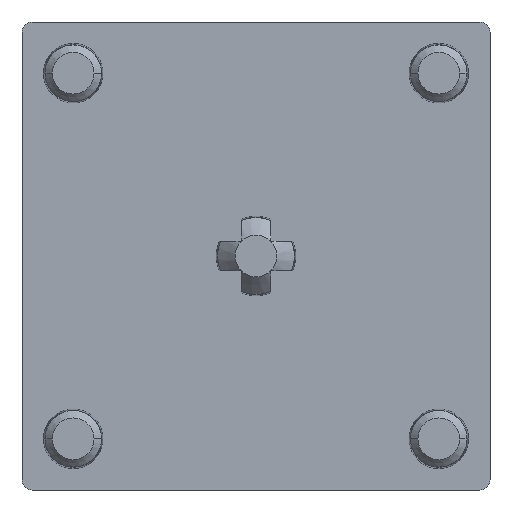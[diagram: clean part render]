
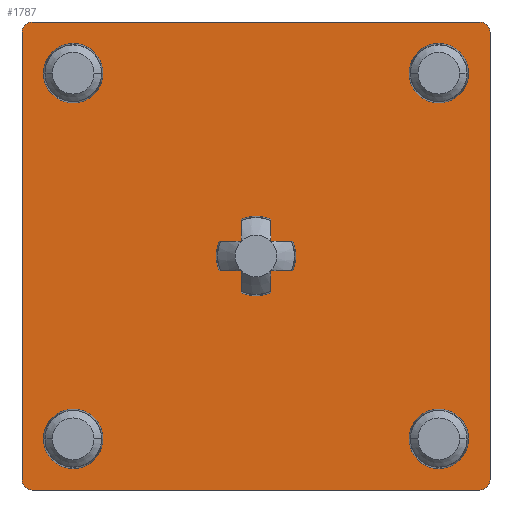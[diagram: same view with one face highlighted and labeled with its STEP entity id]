
A CAD part, front view. The second image highlights one B-rep face of the part: STEP entity #1787.
In plain terms, the highlighted planar face has unit normal (0, -1, 0).
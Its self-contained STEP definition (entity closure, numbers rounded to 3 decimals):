
#329=CARTESIAN_POINT('',(21.4,0.,-21.4));
#330=DIRECTION('',(0.,-1.,0.));
#331=DIRECTION('',(0.,0.,-1.));
#332=AXIS2_PLACEMENT_3D('',#329,#330,#331);
#338=DIRECTION('',(-1.,0.,0.));
#339=VECTOR('',#338,42.8);
#340=CARTESIAN_POINT('',(21.4,0.,-22.4));
#341=LINE('',#340,#339);
#345=CARTESIAN_POINT('',(-21.4,0.,-21.4));
#346=DIRECTION('',(0.,-1.,0.));
#347=DIRECTION('',(-1.,0.,0.));
#348=AXIS2_PLACEMENT_3D('',#345,#346,#347);
#353=DIRECTION('',(0.,0.,1.));
#354=VECTOR('',#353,42.8);
#355=CARTESIAN_POINT('',(-22.4,0.,-21.4));
#356=LINE('',#355,#354);
#360=CARTESIAN_POINT('',(-21.4,0.,21.4));
#361=DIRECTION('',(0.,-1.,0.));
#362=DIRECTION('',(0.,0.,1.));
#363=AXIS2_PLACEMENT_3D('',#360,#361,#362);
#368=DIRECTION('',(1.,0.,0.));
#369=VECTOR('',#368,42.8);
#370=CARTESIAN_POINT('',(-21.4,0.,22.4));
#371=LINE('',#370,#369);
#375=CARTESIAN_POINT('',(21.4,0.,21.4));
#376=DIRECTION('',(0.,-1.,0.));
#377=DIRECTION('',(1.,0.,0.));
#378=AXIS2_PLACEMENT_3D('',#375,#376,#377);
#383=DIRECTION('',(0.,0.,-1.));
#384=VECTOR('',#383,42.8);
#385=CARTESIAN_POINT('',(22.4,0.,21.4));
#386=LINE('',#385,#384);
#390=DIRECTION('',(1.,0.,0.));
#391=VECTOR('',#390,2.113);
#392=CARTESIAN_POINT('',(1.414,0.,1.414));
#393=LINE('',#392,#391);
#397=DIRECTION('',(0.,0.,-1.));
#398=VECTOR('',#397,2.113);
#399=CARTESIAN_POINT('',(1.414,0.,3.527));
#400=LINE('',#399,#398);
#404=CARTESIAN_POINT('',(0.,0.,0.));
#405=DIRECTION('',(0.,-1.,0.));
#406=DIRECTION('',(0.372,0.,0.928));
#407=AXIS2_PLACEMENT_3D('',#404,#405,#406);
#412=DIRECTION('',(0.,0.,1.));
#413=VECTOR('',#412,2.113);
#414=CARTESIAN_POINT('',(-1.414,0.,1.414));
#415=LINE('',#414,#413);
#419=DIRECTION('',(1.,0.,0.));
#420=VECTOR('',#419,2.113);
#421=CARTESIAN_POINT('',(-3.527,0.,1.414));
#422=LINE('',#421,#420);
#426=DIRECTION('',(-1.,0.,0.));
#427=VECTOR('',#426,2.113);
#428=CARTESIAN_POINT('',(-1.414,0.,-1.414));
#429=LINE('',#428,#427);
#433=DIRECTION('',(0.,0.,1.));
#434=VECTOR('',#433,2.113);
#435=CARTESIAN_POINT('',(-1.414,0.,-3.527));
#436=LINE('',#435,#434);
#440=CARTESIAN_POINT('',(0.,0.,0.));
#441=DIRECTION('',(0.,-1.,0.));
#442=DIRECTION('',(-0.372,0.,-0.928));
#443=AXIS2_PLACEMENT_3D('',#440,#441,#442);
#448=DIRECTION('',(0.,0.,-1.));
#449=VECTOR('',#448,2.113);
#450=CARTESIAN_POINT('',(1.414,0.,-1.414));
#451=LINE('',#450,#449);
#455=DIRECTION('',(-1.,0.,0.));
#456=VECTOR('',#455,2.113);
#457=CARTESIAN_POINT('',(3.527,0.,-1.414));
#458=LINE('',#457,#456);
#462=CARTESIAN_POINT('',(-17.5,0.,-17.5));
#463=DIRECTION('',(0.,-1.,0.));
#464=DIRECTION('',(1.,0.,0.));
#465=AXIS2_PLACEMENT_3D('',#462,#463,#464);
#470=CARTESIAN_POINT('',(-17.5,0.,-17.5));
#471=DIRECTION('',(0.,-1.,0.));
#472=DIRECTION('',(-1.,0.,0.));
#473=AXIS2_PLACEMENT_3D('',#470,#471,#472);
#478=CARTESIAN_POINT('',(17.5,0.,-17.5));
#479=DIRECTION('',(0.,1.,0.));
#480=DIRECTION('',(-1.,0.,0.));
#481=AXIS2_PLACEMENT_3D('',#478,#479,#480);
#486=CARTESIAN_POINT('',(17.5,0.,-17.5));
#487=DIRECTION('',(0.,1.,0.));
#488=DIRECTION('',(1.,0.,0.));
#489=AXIS2_PLACEMENT_3D('',#486,#487,#488);
#494=CARTESIAN_POINT('',(-17.5,0.,17.5));
#495=DIRECTION('',(0.,1.,0.));
#496=DIRECTION('',(1.,0.,0.));
#497=AXIS2_PLACEMENT_3D('',#494,#495,#496);
#502=CARTESIAN_POINT('',(-17.5,0.,17.5));
#503=DIRECTION('',(0.,1.,0.));
#504=DIRECTION('',(-1.,0.,0.));
#505=AXIS2_PLACEMENT_3D('',#502,#503,#504);
#510=CARTESIAN_POINT('',(17.5,0.,17.5));
#511=DIRECTION('',(0.,-1.,0.));
#512=DIRECTION('',(-1.,0.,0.));
#513=AXIS2_PLACEMENT_3D('',#510,#511,#512);
#518=CARTESIAN_POINT('',(17.5,0.,17.5));
#519=DIRECTION('',(0.,-1.,0.));
#520=DIRECTION('',(1.,0.,0.));
#521=AXIS2_PLACEMENT_3D('',#518,#519,#520);
#1070=CARTESIAN_POINT('',(-1.414,0.,3.527));
#1078=CARTESIAN_POINT('',(1.414,0.,3.527));
#1094=CARTESIAN_POINT('',(-1.414,0.,-3.527));
#1110=CARTESIAN_POINT('',(1.414,0.,-3.527));
#1118=CARTESIAN_POINT('',(0.,0.,0.));
#1119=DIRECTION('',(0.,1.,0.));
#1120=DIRECTION('',(-0.928,0.,-0.372));
#1121=AXIS2_PLACEMENT_3D('',#1118,#1119,#1120);
#1126=CARTESIAN_POINT('',(-3.527,0.,1.414));
#1134=CARTESIAN_POINT('',(-3.527,0.,-1.414));
#1142=CARTESIAN_POINT('',(3.527,0.,1.414));
#1150=CARTESIAN_POINT('',(0.,0.,0.));
#1151=DIRECTION('',(0.,1.,0.));
#1152=DIRECTION('',(0.928,0.,0.372));
#1153=AXIS2_PLACEMENT_3D('',#1150,#1151,#1152);
#1158=CARTESIAN_POINT('',(3.527,0.,-1.414));
#1578=CARTESIAN_POINT('',(-1.414,0.,-1.414));
#1579=VERTEX_POINT('',#1578);
#1580=CARTESIAN_POINT('',(-1.414,0.,1.414));
#1581=VERTEX_POINT('',#1580);
#1582=CARTESIAN_POINT('',(1.414,0.,-1.414));
#1583=VERTEX_POINT('',#1582);
#1584=CARTESIAN_POINT('',(1.414,0.,1.414));
#1585=VERTEX_POINT('',#1584);
#1586=VERTEX_POINT('',#1094);
#1588=VERTEX_POINT('',#1134);
#1590=VERTEX_POINT('',#1158);
#1592=VERTEX_POINT('',#1110);
#1594=VERTEX_POINT('',#1126);
#1596=VERTEX_POINT('',#1070);
#1598=VERTEX_POINT('',#1078);
#1600=VERTEX_POINT('',#1142);
#1602=CARTESIAN_POINT('',(21.4,0.,-22.4));
#1603=CARTESIAN_POINT('',(22.4,0.,-21.4));
#1604=VERTEX_POINT('',#1602);
#1605=VERTEX_POINT('',#1603);
#1606=CARTESIAN_POINT('',(-22.4,0.,-21.4));
#1607=CARTESIAN_POINT('',(-21.4,0.,-22.4));
#1608=VERTEX_POINT('',#1606);
#1609=VERTEX_POINT('',#1607);
#1610=CARTESIAN_POINT('',(-21.4,0.,22.4));
#1611=CARTESIAN_POINT('',(-22.4,0.,21.4));
#1612=VERTEX_POINT('',#1610);
#1613=VERTEX_POINT('',#1611);
#1614=CARTESIAN_POINT('',(22.4,0.,21.4));
#1615=CARTESIAN_POINT('',(21.4,0.,22.4));
#1616=VERTEX_POINT('',#1614);
#1617=VERTEX_POINT('',#1615);
#1674=CARTESIAN_POINT('',(-20.35,0.,-17.5));
#1675=VERTEX_POINT('',#1674);
#1676=CARTESIAN_POINT('',(-14.65,0.,-17.5));
#1677=VERTEX_POINT('',#1676);
#1686=CARTESIAN_POINT('',(20.35,0.,-17.5));
#1687=VERTEX_POINT('',#1686);
#1688=CARTESIAN_POINT('',(14.65,0.,-17.5));
#1689=VERTEX_POINT('',#1688);
#1698=CARTESIAN_POINT('',(-20.35,0.,17.5));
#1699=VERTEX_POINT('',#1698);
#1700=CARTESIAN_POINT('',(-14.65,0.,17.5));
#1701=VERTEX_POINT('',#1700);
#1710=CARTESIAN_POINT('',(20.35,0.,17.5));
#1711=VERTEX_POINT('',#1710);
#1712=CARTESIAN_POINT('',(14.65,0.,17.5));
#1713=VERTEX_POINT('',#1712);
#1714=CARTESIAN_POINT('',(0.,0.,0.));
#1715=DIRECTION('',(0.,1.,0.));
#1716=DIRECTION('',(1.,0.,0.));
#1717=AXIS2_PLACEMENT_3D('',#1714,#1715,#1716);
#1718=PLANE('',#1717);
#1720=ORIENTED_EDGE('',*,*,#1719,.F.);
#1722=ORIENTED_EDGE('',*,*,#1721,.T.);
#1724=ORIENTED_EDGE('',*,*,#1723,.F.);
#1726=ORIENTED_EDGE('',*,*,#1725,.T.);
#1728=ORIENTED_EDGE('',*,*,#1727,.F.);
#1730=ORIENTED_EDGE('',*,*,#1729,.T.);
#1732=ORIENTED_EDGE('',*,*,#1731,.F.);
#1734=ORIENTED_EDGE('',*,*,#1733,.T.);
#1735=EDGE_LOOP('',(#1720,#1722,#1724,#1726,#1728,#1730,#1732,#1734));
#1736=FACE_OUTER_BOUND('',#1735,.F.);
#1738=ORIENTED_EDGE('',*,*,#1737,.F.);
#1740=ORIENTED_EDGE('',*,*,#1739,.F.);
#1742=ORIENTED_EDGE('',*,*,#1741,.F.);
#1744=ORIENTED_EDGE('',*,*,#1743,.T.);
#1746=ORIENTED_EDGE('',*,*,#1745,.F.);
#1748=ORIENTED_EDGE('',*,*,#1747,.F.);
#1750=ORIENTED_EDGE('',*,*,#1749,.F.);
#1752=ORIENTED_EDGE('',*,*,#1751,.F.);
#1754=ORIENTED_EDGE('',*,*,#1753,.F.);
#1756=ORIENTED_EDGE('',*,*,#1755,.T.);
#1758=ORIENTED_EDGE('',*,*,#1757,.F.);
#1760=ORIENTED_EDGE('',*,*,#1759,.F.);
#1761=EDGE_LOOP('',(#1738,#1740,#1742,#1744,#1746,#1748,#1750,#1752,#1754,#1756,
#1758,#1760));
#1762=FACE_BOUND('',#1761,.F.);
#1764=ORIENTED_EDGE('',*,*,#1763,.T.);
#1766=ORIENTED_EDGE('',*,*,#1765,.T.);
#1767=EDGE_LOOP('',(#1764,#1766));
#1768=FACE_BOUND('',#1767,.F.);
#1770=ORIENTED_EDGE('',*,*,#1769,.F.);
#1772=ORIENTED_EDGE('',*,*,#1771,.F.);
#1773=EDGE_LOOP('',(#1770,#1772));
#1774=FACE_BOUND('',#1773,.F.);
#1776=ORIENTED_EDGE('',*,*,#1775,.F.);
#1778=ORIENTED_EDGE('',*,*,#1777,.F.);
#1779=EDGE_LOOP('',(#1776,#1778));
#1780=FACE_BOUND('',#1779,.F.);
#1782=ORIENTED_EDGE('',*,*,#1781,.T.);
#1784=ORIENTED_EDGE('',*,*,#1783,.T.);
#1785=EDGE_LOOP('',(#1782,#1784));
#1786=FACE_BOUND('',#1785,.F.);
#333=CIRCLE('',#332,1.);
#349=CIRCLE('',#348,1.);
#364=CIRCLE('',#363,1.);
#379=CIRCLE('',#378,1.);
#408=CIRCLE('',#407,3.8);
#444=CIRCLE('',#443,3.8);
#466=CIRCLE('',#465,2.85);
#474=CIRCLE('',#473,2.85);
#482=CIRCLE('',#481,2.85);
#490=CIRCLE('',#489,2.85);
#498=CIRCLE('',#497,2.85);
#506=CIRCLE('',#505,2.85);
#514=CIRCLE('',#513,2.85);
#522=CIRCLE('',#521,2.85);
#1122=CIRCLE('',#1121,3.8);
#1154=CIRCLE('',#1153,3.8);
#1719=EDGE_CURVE('',#1604,#1605,#333,.T.);
#1721=EDGE_CURVE('',#1604,#1609,#341,.T.);
#1723=EDGE_CURVE('',#1608,#1609,#349,.T.);
#1725=EDGE_CURVE('',#1608,#1613,#356,.T.);
#1727=EDGE_CURVE('',#1612,#1613,#364,.T.);
#1729=EDGE_CURVE('',#1612,#1617,#371,.T.);
#1731=EDGE_CURVE('',#1616,#1617,#379,.T.);
#1733=EDGE_CURVE('',#1616,#1605,#386,.T.);
#1737=EDGE_CURVE('',#1600,#1590,#1154,.T.);
#1739=EDGE_CURVE('',#1585,#1600,#393,.T.);
#1741=EDGE_CURVE('',#1598,#1585,#400,.T.);
#1743=EDGE_CURVE('',#1598,#1596,#408,.T.);
#1745=EDGE_CURVE('',#1581,#1596,#415,.T.);
#1747=EDGE_CURVE('',#1594,#1581,#422,.T.);
#1749=EDGE_CURVE('',#1588,#1594,#1122,.T.);
#1751=EDGE_CURVE('',#1579,#1588,#429,.T.);
#1753=EDGE_CURVE('',#1586,#1579,#436,.T.);
#1755=EDGE_CURVE('',#1586,#1592,#444,.T.);
#1757=EDGE_CURVE('',#1583,#1592,#451,.T.);
#1759=EDGE_CURVE('',#1590,#1583,#458,.T.);
#1763=EDGE_CURVE('',#1677,#1675,#466,.T.);
#1765=EDGE_CURVE('',#1675,#1677,#474,.T.);
#1769=EDGE_CURVE('',#1689,#1687,#482,.T.);
#1771=EDGE_CURVE('',#1687,#1689,#490,.T.);
#1775=EDGE_CURVE('',#1701,#1699,#498,.T.);
#1777=EDGE_CURVE('',#1699,#1701,#506,.T.);
#1781=EDGE_CURVE('',#1713,#1711,#514,.T.);
#1783=EDGE_CURVE('',#1711,#1713,#522,.T.);
#1787=ADVANCED_FACE('',(#1736,#1762,#1768,#1774,#1780,#1786),#1718,.F.);
